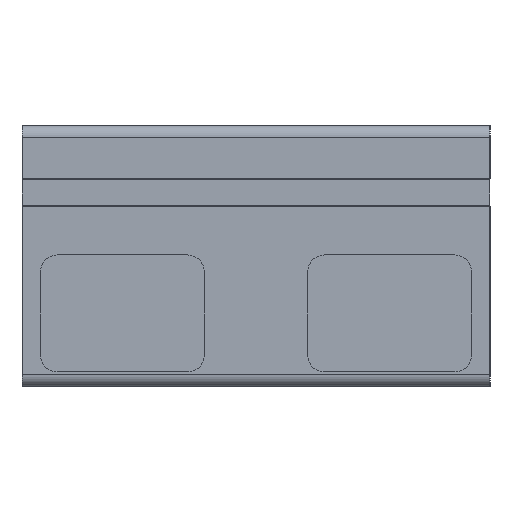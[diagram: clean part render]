
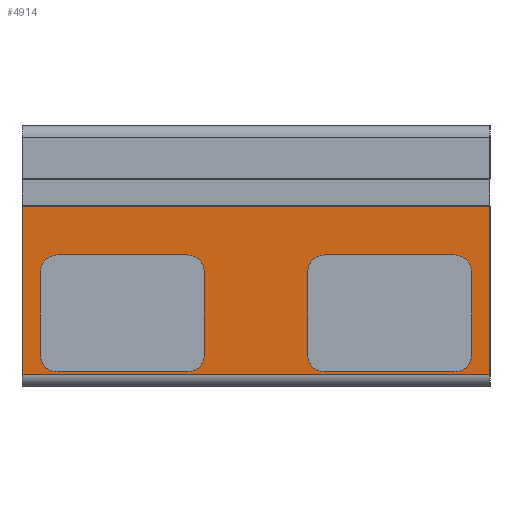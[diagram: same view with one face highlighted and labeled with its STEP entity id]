
A CAD part, left-side view. The second image highlights one B-rep face of the part: STEP entity #4914.
In plain terms, the highlighted planar face has unit normal (-1, 0, 0).
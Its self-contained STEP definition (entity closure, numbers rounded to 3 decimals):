
#59=CARTESIAN_POINT('',(-100.,20.5,1.3));
#60=VERTEX_POINT('',#59);
#67=CARTESIAN_POINT('',(-100.,59.5,1.3));
#68=VERTEX_POINT('',#67);
#69=CARTESIAN_POINT('',(-100.,59.5,1.3));
#70=DIRECTION('',(0.0,-1.0,0.0));
#71=VECTOR('',#70,39.0);
#72=LINE('',#69,#71);
#73=EDGE_CURVE('',#68,#60,#72,.T.);
#120=CARTESIAN_POINT('',(-100.,64.5,-3.7));
#121=VERTEX_POINT('',#120);
#122=CARTESIAN_POINT('',(-100.,59.5,-3.7));
#123=DIRECTION('',(1.0,0.0,0.0));
#124=DIRECTION('',(0.0,1.0,0.0));
#125=AXIS2_PLACEMENT_3D('',#122,#123,#124);
#126=CIRCLE('',#125,5.0);
#127=EDGE_CURVE('',#121,#68,#126,.T.);
#152=CARTESIAN_POINT('',(-100.,64.5,-28.7));
#153=VERTEX_POINT('',#152);
#154=CARTESIAN_POINT('',(-100.,64.5,-28.7));
#155=DIRECTION('',(0.0,0.0,1.0));
#156=VECTOR('',#155,25.);
#157=LINE('',#154,#156);
#158=EDGE_CURVE('',#153,#121,#157,.T.);
#205=CARTESIAN_POINT('',(-100.,59.5,-33.7));
#206=VERTEX_POINT('',#205);
#207=CARTESIAN_POINT('',(-100.,59.5,-28.7));
#208=DIRECTION('',(1.0,0.0,0.0));
#209=DIRECTION('',(0.0,0.0,-1.0));
#210=AXIS2_PLACEMENT_3D('',#207,#208,#209);
#211=CIRCLE('',#210,5.0);
#212=EDGE_CURVE('',#206,#153,#211,.T.);
#237=CARTESIAN_POINT('',(-100.,20.5,-33.7));
#238=VERTEX_POINT('',#237);
#239=CARTESIAN_POINT('',(-100.,20.5,-33.7));
#240=DIRECTION('',(0.0,1.0,0.0));
#241=VECTOR('',#240,39.);
#242=LINE('',#239,#241);
#243=EDGE_CURVE('',#238,#206,#242,.T.);
#290=CARTESIAN_POINT('',(-100.,15.5,-28.7));
#291=VERTEX_POINT('',#290);
#292=CARTESIAN_POINT('',(-100.,20.5,-28.7));
#293=DIRECTION('',(1.0,0.0,0.0));
#294=DIRECTION('',(0.0,-1.0,0.0));
#295=AXIS2_PLACEMENT_3D('',#292,#293,#294);
#296=CIRCLE('',#295,5.);
#297=EDGE_CURVE('',#291,#238,#296,.T.);
#322=CARTESIAN_POINT('',(-100.,15.5,-3.7));
#323=VERTEX_POINT('',#322);
#324=CARTESIAN_POINT('',(-100.,15.5,-3.7));
#325=DIRECTION('',(0.0,0.0,-1.0));
#326=VECTOR('',#325,25.);
#327=LINE('',#324,#326);
#328=EDGE_CURVE('',#323,#291,#327,.T.);
#373=CARTESIAN_POINT('',(-100.,20.5,-3.7));
#374=DIRECTION('',(1.0,0.0,0.0));
#375=DIRECTION('',(0.0,0.0,1.0));
#376=AXIS2_PLACEMENT_3D('',#373,#374,#375);
#377=CIRCLE('',#376,5.0);
#378=EDGE_CURVE('',#60,#323,#377,.T.);
#415=CARTESIAN_POINT('',(-100.,-59.5,1.3));
#416=VERTEX_POINT('',#415);
#423=CARTESIAN_POINT('',(-100.,-20.5,1.3));
#424=VERTEX_POINT('',#423);
#425=CARTESIAN_POINT('',(-100.,-20.5,1.3));
#426=DIRECTION('',(0.0,-1.0,0.0));
#427=VECTOR('',#426,39.0);
#428=LINE('',#425,#427);
#429=EDGE_CURVE('',#424,#416,#428,.T.);
#476=CARTESIAN_POINT('',(-100.,-15.5,-3.7));
#477=VERTEX_POINT('',#476);
#478=CARTESIAN_POINT('',(-100.,-20.5,-3.7));
#479=DIRECTION('',(1.0,0.0,0.0));
#480=DIRECTION('',(0.0,1.0,0.0));
#481=AXIS2_PLACEMENT_3D('',#478,#479,#480);
#482=CIRCLE('',#481,5.0);
#483=EDGE_CURVE('',#477,#424,#482,.T.);
#508=CARTESIAN_POINT('',(-100.,-15.5,-28.7));
#509=VERTEX_POINT('',#508);
#510=CARTESIAN_POINT('',(-100.,-15.5,-28.7));
#511=DIRECTION('',(0.0,0.0,1.0));
#512=VECTOR('',#511,25.0);
#513=LINE('',#510,#512);
#514=EDGE_CURVE('',#509,#477,#513,.T.);
#561=CARTESIAN_POINT('',(-100.,-20.5,-33.7));
#562=VERTEX_POINT('',#561);
#563=CARTESIAN_POINT('',(-100.,-20.5,-28.7));
#564=DIRECTION('',(1.0,0.0,0.0));
#565=DIRECTION('',(0.0,0.0,-1.0));
#566=AXIS2_PLACEMENT_3D('',#563,#564,#565);
#567=CIRCLE('',#566,5.0);
#568=EDGE_CURVE('',#562,#509,#567,.T.);
#593=CARTESIAN_POINT('',(-100.,-59.5,-33.7));
#594=VERTEX_POINT('',#593);
#595=CARTESIAN_POINT('',(-100.,-59.5,-33.7));
#596=DIRECTION('',(0.0,1.0,0.0));
#597=VECTOR('',#596,39.);
#598=LINE('',#595,#597);
#599=EDGE_CURVE('',#594,#562,#598,.T.);
#646=CARTESIAN_POINT('',(-100.,-64.5,-28.7));
#647=VERTEX_POINT('',#646);
#648=CARTESIAN_POINT('',(-100.,-59.5,-28.7));
#649=DIRECTION('',(1.0,0.0,0.0));
#650=DIRECTION('',(0.0,-1.0,0.0));
#651=AXIS2_PLACEMENT_3D('',#648,#649,#650);
#652=CIRCLE('',#651,5.);
#653=EDGE_CURVE('',#647,#594,#652,.T.);
#678=CARTESIAN_POINT('',(-100.,-64.5,-3.7));
#679=VERTEX_POINT('',#678);
#680=CARTESIAN_POINT('',(-100.,-64.5,-3.7));
#681=DIRECTION('',(0.0,0.0,-1.0));
#682=VECTOR('',#681,25.);
#683=LINE('',#680,#682);
#684=EDGE_CURVE('',#679,#647,#683,.T.);
#729=CARTESIAN_POINT('',(-100.,-59.5,-3.7));
#730=DIRECTION('',(1.0,0.0,0.0));
#731=DIRECTION('',(0.0,0.0,1.0));
#732=AXIS2_PLACEMENT_3D('',#729,#730,#731);
#733=CIRCLE('',#732,5.0);
#734=EDGE_CURVE('',#416,#679,#733,.T.);
#2113=CARTESIAN_POINT('',(-100.,-70.0,15.9));
#2114=VERTEX_POINT('',#2113);
#2121=CARTESIAN_POINT('',(-100.,-70.0,-34.5));
#2122=VERTEX_POINT('',#2121);
#2123=CARTESIAN_POINT('',(-100.,-70.0,-34.5));
#2124=DIRECTION('',(0.0,0.0,1.0));
#2125=VECTOR('',#2124,50.4);
#2126=LINE('',#2123,#2125);
#2127=EDGE_CURVE('',#2122,#2114,#2126,.T.);
#4852=CARTESIAN_POINT('',(-100.,70.0,15.9));
#4853=VERTEX_POINT('',#4852);
#4860=CARTESIAN_POINT('',(-100.,-70.0,15.9));
#4861=DIRECTION('',(0.0,1.0,0.0));
#4862=VECTOR('',#4861,140.0);
#4863=LINE('',#4860,#4862);
#4864=EDGE_CURVE('',#2114,#4853,#4863,.T.);
#4871=CARTESIAN_POINT('',(-100.,0.0,15.9));
#4872=DIRECTION('',(-1.0,0.0,0.0));
#4873=DIRECTION('',(0.0,0.0,1.0));
#4874=AXIS2_PLACEMENT_3D('',#4871,#4872,#4873);
#4875=PLANE('',#4874);
#4876=CARTESIAN_POINT('',(-100.,70.0,-34.5));
#4877=VERTEX_POINT('',#4876);
#4878=CARTESIAN_POINT('',(-100.,70.0,15.9));
#4879=DIRECTION('',(0.0,0.0,-1.0));
#4880=VECTOR('',#4879,50.4);
#4881=LINE('',#4878,#4880);
#4882=EDGE_CURVE('',#4853,#4877,#4881,.T.);
#4883=ORIENTED_EDGE('',*,*,#4882,.T.);
#4884=CARTESIAN_POINT('',(-100.,-70.0,-34.5));
#4885=DIRECTION('',(0.0,1.0,0.0));
#4886=VECTOR('',#4885,140.0);
#4887=LINE('',#4884,#4886);
#4888=EDGE_CURVE('',#2122,#4877,#4887,.T.);
#4889=ORIENTED_EDGE('',*,*,#4888,.F.);
#4890=ORIENTED_EDGE('',*,*,#2127,.T.);
#4891=ORIENTED_EDGE('',*,*,#4864,.T.);
#4892=EDGE_LOOP('',(#4883,#4889,#4890,#4891));
#4893=FACE_OUTER_BOUND('',#4892,.T.);
#4894=ORIENTED_EDGE('',*,*,#73,.T.);
#4895=ORIENTED_EDGE('',*,*,#378,.T.);
#4896=ORIENTED_EDGE('',*,*,#328,.T.);
#4897=ORIENTED_EDGE('',*,*,#297,.T.);
#4898=ORIENTED_EDGE('',*,*,#243,.T.);
#4899=ORIENTED_EDGE('',*,*,#212,.T.);
#4900=ORIENTED_EDGE('',*,*,#158,.T.);
#4901=ORIENTED_EDGE('',*,*,#127,.T.);
#4902=EDGE_LOOP('',(#4894,#4895,#4896,#4897,#4898,#4899,#4900,#4901));
#4903=FACE_BOUND('',#4902,.T.);
#4904=ORIENTED_EDGE('',*,*,#429,.T.);
#4905=ORIENTED_EDGE('',*,*,#734,.T.);
#4906=ORIENTED_EDGE('',*,*,#684,.T.);
#4907=ORIENTED_EDGE('',*,*,#653,.T.);
#4908=ORIENTED_EDGE('',*,*,#599,.T.);
#4909=ORIENTED_EDGE('',*,*,#568,.T.);
#4910=ORIENTED_EDGE('',*,*,#514,.T.);
#4911=ORIENTED_EDGE('',*,*,#483,.T.);
#4912=EDGE_LOOP('',(#4904,#4905,#4906,#4907,#4908,#4909,#4910,#4911));
#4913=FACE_BOUND('',#4912,.T.);
#4914=ADVANCED_FACE('',(#4893,#4903,#4913),#4875,.T.);
